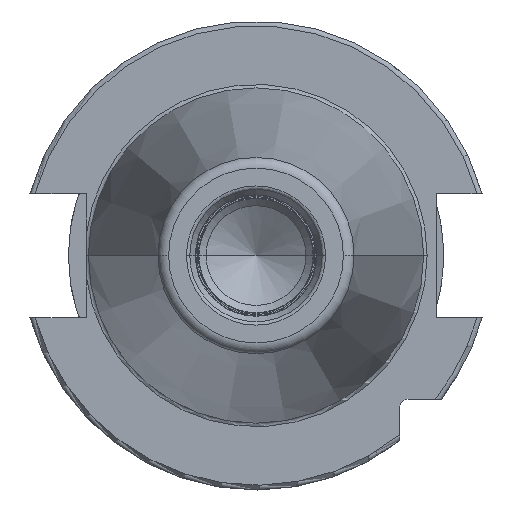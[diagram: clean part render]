
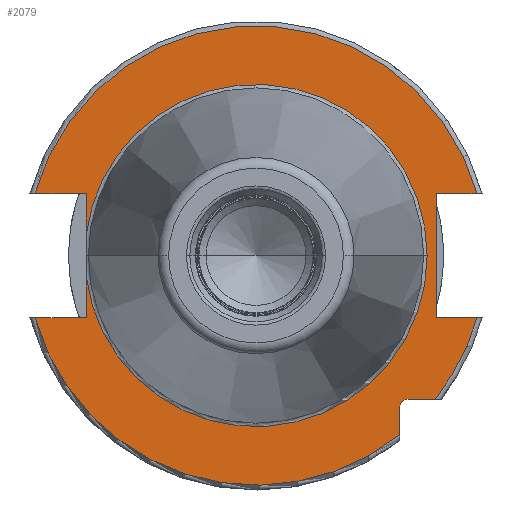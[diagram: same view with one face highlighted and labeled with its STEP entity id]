
A CAD part, left-side view. The second image highlights one B-rep face of the part: STEP entity #2079.
In plain terms, the highlighted planar face has unit normal (-1, 0, 0).
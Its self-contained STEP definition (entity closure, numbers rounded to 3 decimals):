
#117=CARTESIAN_POINT('',(3.2,0.,0.));
#118=DIRECTION('',(-1.,0.,0.));
#119=DIRECTION('',(0.,0.992,-0.124));
#120=AXIS2_PLACEMENT_3D('',#117,#118,#119);
#235=DIRECTION('',(0.,-1.,0.));
#236=VECTOR('',#235,5.654);
#237=CARTESIAN_POINT('',(3.2,-31.6,-29.85));
#238=LINE('',#237,#236);
#239=DIRECTION('',(0.,0.,1.));
#240=VECTOR('',#239,5.654);
#241=CARTESIAN_POINT('',(3.2,-29.85,-37.254));
#242=LINE('',#241,#240);
#243=CARTESIAN_POINT('',(3.2,0.,0.));
#244=DIRECTION('',(-1.,0.,0.));
#245=DIRECTION('',(0.,0.963,-0.27));
#246=AXIS2_PLACEMENT_3D('',#243,#244,#245);
#248=DIRECTION('',(0.,-1.,0.));
#249=VECTOR('',#248,10.661);
#250=CARTESIAN_POINT('',(3.2,45.961,-12.9));
#251=LINE('',#250,#249);
#252=DIRECTION('',(0.,0.,-1.));
#253=VECTOR('',#252,8.485);
#254=CARTESIAN_POINT('',(3.2,35.3,-4.415));
#255=LINE('',#254,#253);
#256=DIRECTION('',(0.,0.,-1.));
#257=VECTOR('',#256,8.485);
#258=CARTESIAN_POINT('',(3.2,35.3,12.9));
#259=LINE('',#258,#257);
#260=DIRECTION('',(0.,-1.,0.));
#261=VECTOR('',#260,10.661);
#262=CARTESIAN_POINT('',(3.2,45.961,12.9));
#263=LINE('',#262,#261);
#264=CARTESIAN_POINT('',(3.2,0.,0.));
#265=DIRECTION('',(1.,0.,0.));
#266=DIRECTION('',(0.,0.963,0.27));
#267=AXIS2_PLACEMENT_3D('',#264,#265,#266);
#269=DIRECTION('',(0.,1.,0.));
#270=VECTOR('',#269,8.461);
#271=CARTESIAN_POINT('',(3.2,-45.961,12.9));
#272=LINE('',#271,#270);
#273=DIRECTION('',(0.,0.,1.));
#274=VECTOR('',#273,25.8);
#275=CARTESIAN_POINT('',(3.2,-37.5,-12.9));
#276=LINE('',#275,#274);
#277=DIRECTION('',(0.,1.,0.));
#278=VECTOR('',#277,8.461);
#279=CARTESIAN_POINT('',(3.2,-45.961,-12.9));
#280=LINE('',#279,#278);
#281=CARTESIAN_POINT('',(3.2,0.,0.));
#282=DIRECTION('',(-1.,0.,0.));
#283=DIRECTION('',(0.,-0.78,-0.625));
#284=AXIS2_PLACEMENT_3D('',#281,#282,#283);
#295=CARTESIAN_POINT('',(3.2,-31.6,-31.6));
#296=DIRECTION('',(1.,0.,0.));
#297=DIRECTION('',(0.,1.,0.));
#298=AXIS2_PLACEMENT_3D('',#295,#296,#297);
#461=CARTESIAN_POINT('',(3.2,-37.254,-29.85));
#946=CARTESIAN_POINT('',(3.2,0.,0.));
#947=DIRECTION('',(1.,0.,0.));
#948=DIRECTION('',(0.,0.992,0.124));
#949=AXIS2_PLACEMENT_3D('',#946,#947,#948);
#1423=CARTESIAN_POINT('',(3.2,-35.575,0.));
#1425=VERTEX_POINT('',#1423);
#1545=CARTESIAN_POINT('',(3.2,45.961,12.9));
#1546=CARTESIAN_POINT('',(3.2,35.3,12.9));
#1547=VERTEX_POINT('',#1545);
#1548=VERTEX_POINT('',#1546);
#1549=CARTESIAN_POINT('',(3.2,35.3,4.415));
#1550=VERTEX_POINT('',#1549);
#1551=CARTESIAN_POINT('',(3.2,35.3,-4.415));
#1552=CARTESIAN_POINT('',(3.2,35.3,-12.9));
#1553=VERTEX_POINT('',#1551);
#1554=VERTEX_POINT('',#1552);
#1555=CARTESIAN_POINT('',(3.2,45.961,-12.9));
#1556=VERTEX_POINT('',#1555);
#1557=CARTESIAN_POINT('',(3.2,-45.961,-12.9));
#1558=CARTESIAN_POINT('',(3.2,-37.5,-12.9));
#1559=VERTEX_POINT('',#1557);
#1560=VERTEX_POINT('',#1558);
#1561=CARTESIAN_POINT('',(3.2,-37.5,12.9));
#1562=VERTEX_POINT('',#1561);
#1563=CARTESIAN_POINT('',(3.2,-45.961,12.9));
#1564=VERTEX_POINT('',#1563);
#1599=CARTESIAN_POINT('',(3.2,-29.85,-37.254));
#1600=VERTEX_POINT('',#1599);
#1605=CARTESIAN_POINT('',(3.2,-29.85,-31.6));
#1606=CARTESIAN_POINT('',(3.2,-31.6,-29.85));
#1607=VERTEX_POINT('',#1605);
#1608=VERTEX_POINT('',#1606);
#1627=VERTEX_POINT('',#461);
#2048=CARTESIAN_POINT('',(3.2,0.,0.));
#2049=DIRECTION('',(1.,0.,0.));
#2050=DIRECTION('',(0.,-1.,0.));
#2051=AXIS2_PLACEMENT_3D('',#2048,#2049,#2050);
#2052=PLANE('',#2051);
#2054=ORIENTED_EDGE('',*,*,#2053,.F.);
#2056=ORIENTED_EDGE('',*,*,#2055,.F.);
#2058=ORIENTED_EDGE('',*,*,#2057,.F.);
#2060=ORIENTED_EDGE('',*,*,#2059,.F.);
#2061=ORIENTED_EDGE('',*,*,#1905,.T.);
#2062=ORIENTED_EDGE('',*,*,#1892,.F.);
#2063=ORIENTED_EDGE('',*,*,#1861,.T.);
#2065=ORIENTED_EDGE('',*,*,#2064,.F.);
#2066=ORIENTED_EDGE('',*,*,#1887,.F.);
#2068=ORIENTED_EDGE('',*,*,#2067,.F.);
#2070=ORIENTED_EDGE('',*,*,#2069,.T.);
#2071=ORIENTED_EDGE('',*,*,#2021,.T.);
#2072=ORIENTED_EDGE('',*,*,#2009,.F.);
#2074=ORIENTED_EDGE('',*,*,#2073,.F.);
#2076=ORIENTED_EDGE('',*,*,#2075,.F.);
#2077=EDGE_LOOP('',(#2054,#2056,#2058,#2060,#2061,#2062,#2063,#2065,#2066,#2068,
#2070,#2071,#2072,#2074,#2076));
#2078=FACE_OUTER_BOUND('',#2077,.F.);
#2079=ADVANCED_FACE('',(#2078),#2052,.F.);
#121=CIRCLE('',#120,35.575);
#247=CIRCLE('',#246,47.738);
#268=CIRCLE('',#267,47.738);
#285=CIRCLE('',#284,47.738);
#299=CIRCLE('',#298,1.75);
#950=CIRCLE('',#949,35.575);
#1861=EDGE_CURVE('',#1553,#1425,#121,.T.);
#1887=EDGE_CURVE('',#1548,#1550,#259,.T.);
#1892=EDGE_CURVE('',#1553,#1554,#255,.T.);
#1905=EDGE_CURVE('',#1556,#1554,#251,.T.);
#2009=EDGE_CURVE('',#1560,#1562,#276,.T.);
#2021=EDGE_CURVE('',#1564,#1562,#272,.T.);
#2053=EDGE_CURVE('',#1608,#1627,#238,.T.);
#2055=EDGE_CURVE('',#1607,#1608,#299,.T.);
#2057=EDGE_CURVE('',#1600,#1607,#242,.T.);
#2059=EDGE_CURVE('',#1556,#1600,#247,.T.);
#2064=EDGE_CURVE('',#1550,#1425,#950,.T.);
#2067=EDGE_CURVE('',#1547,#1548,#263,.T.);
#2069=EDGE_CURVE('',#1547,#1564,#268,.T.);
#2073=EDGE_CURVE('',#1559,#1560,#280,.T.);
#2075=EDGE_CURVE('',#1627,#1559,#285,.T.);
